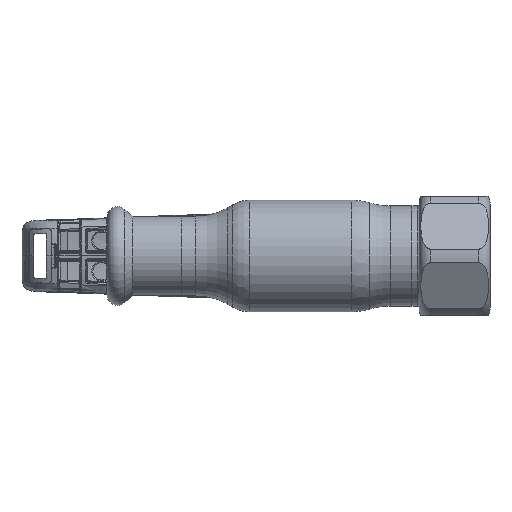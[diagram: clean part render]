
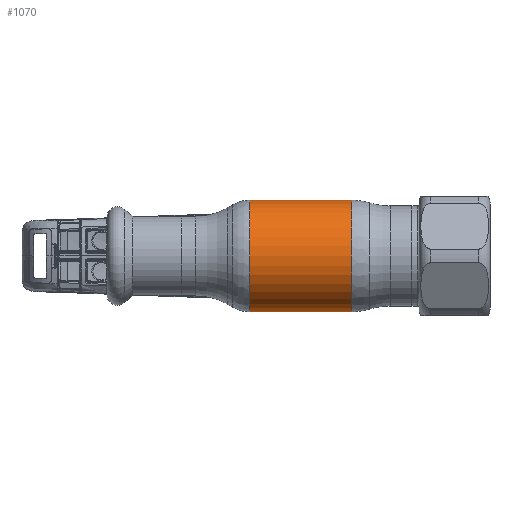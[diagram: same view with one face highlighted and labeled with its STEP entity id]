
A CAD part, front view. The second image highlights one B-rep face of the part: STEP entity #1070.
In plain terms, the highlighted cylindrical face has radius 15 mm (diameter 30 mm), a partial arc.
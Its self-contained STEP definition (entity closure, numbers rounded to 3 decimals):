
#1070 = ADVANCED_FACE ( 'NONE', ( #36478 ), #23381, .T. ) ;
#2535 = DIRECTION ( 'NONE',  ( 0., 0., 1. ) ) ;
#4227 = CIRCLE ( 'NONE', #11556, 15. ) ;
#5039 = EDGE_CURVE ( 'NONE', #26122, #11326, #23321, .T. ) ;
#6704 = EDGE_CURVE ( 'NONE', #11326, #64689, #53464, .T. ) ;
#8245 = CARTESIAN_POINT ( 'NONE',  ( 13.909, 0., 15. ) ) ;
#11326 = VERTEX_POINT ( 'NONE', #53282 ) ;
#11556 = AXIS2_PLACEMENT_3D ( 'NONE', #19956, #36940, #26257 ) ;
#12573 = DIRECTION ( 'NONE',  ( -1., 0., 0. ) ) ;
#14547 = CARTESIAN_POINT ( 'NONE',  ( 13.909, 0., -15. ) ) ;
#18314 = ORIENTED_EDGE ( 'NONE', *, *, #23552, .T. ) ;
#19956 = CARTESIAN_POINT ( 'NONE',  ( 13.909, 0., 0. ) ) ;
#21206 = VERTEX_POINT ( 'NONE', #8245 ) ;
#23321 = LINE ( 'NONE', #28743, #61615 ) ;
#23381 = CYLINDRICAL_SURFACE ( 'NONE', #46593, 15. ) ;
#23552 = EDGE_CURVE ( 'NONE', #26122, #21206, #4227, .T. ) ;
#24763 = CARTESIAN_POINT ( 'NONE',  ( -13.588, 0., 0. ) ) ;
#26057 = ORIENTED_EDGE ( 'NONE', *, *, #27639, .T. ) ;
#26122 = VERTEX_POINT ( 'NONE', #14547 ) ;
#26257 = DIRECTION ( 'NONE',  ( 0., 0., 1. ) ) ;
#27639 = EDGE_CURVE ( 'NONE', #21206, #64689, #48058, .T. ) ;
#28339 = CARTESIAN_POINT ( 'NONE',  ( -13.588, 0., 15. ) ) ;
#28743 = CARTESIAN_POINT ( 'NONE',  ( -62.69, 0., -15. ) ) ;
#29071 = AXIS2_PLACEMENT_3D ( 'NONE', #24763, #47086, #68762 ) ;
#30314 = CARTESIAN_POINT ( 'NONE',  ( -62.69, 0., 15. ) ) ;
#30719 = EDGE_LOOP ( 'NONE', ( #52648, #18314, #26057, #66054 ) ) ;
#33354 = VECTOR ( 'NONE', #69452, 1000. ) ;
#36478 = FACE_OUTER_BOUND ( 'NONE', #30719, .T. ) ;
#36940 = DIRECTION ( 'NONE',  ( -1., 0., 0. ) ) ;
#40023 = CARTESIAN_POINT ( 'NONE',  ( -62.69, 0., 0. ) ) ;
#46593 = AXIS2_PLACEMENT_3D ( 'NONE', #40023, #12573, #2535 ) ;
#47086 = DIRECTION ( 'NONE',  ( -1., 0., 0. ) ) ;
#48058 = LINE ( 'NONE', #30314, #33354 ) ;
#51261 = DIRECTION ( 'NONE',  ( -1., 0., 0. ) ) ;
#52648 = ORIENTED_EDGE ( 'NONE', *, *, #5039, .F. ) ;
#53282 = CARTESIAN_POINT ( 'NONE',  ( -13.588, 0., -15. ) ) ;
#53464 = CIRCLE ( 'NONE', #29071, 15. ) ;
#61615 = VECTOR ( 'NONE', #51261, 1000. ) ;
#64689 = VERTEX_POINT ( 'NONE', #28339 ) ;
#66054 = ORIENTED_EDGE ( 'NONE', *, *, #6704, .F. ) ;
#68762 = DIRECTION ( 'NONE',  ( 0., 0., 1. ) ) ;
#69452 = DIRECTION ( 'NONE',  ( -1., 0., 0. ) ) ;
